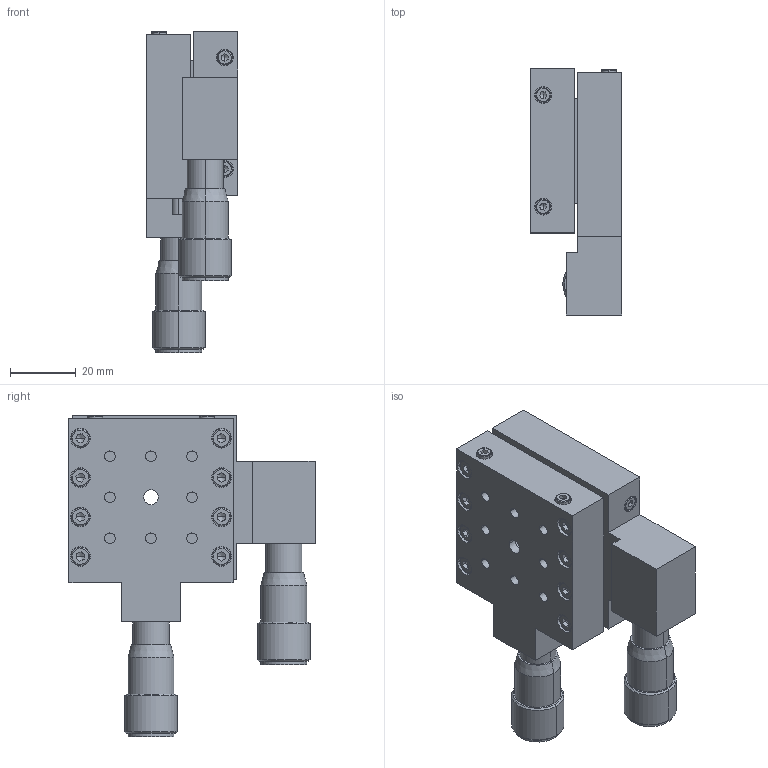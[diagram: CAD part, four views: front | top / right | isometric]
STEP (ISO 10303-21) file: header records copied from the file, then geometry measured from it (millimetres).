
FILE_DESCRIPTION (( 'STEP AP203' ), '1' );
FILE_NAME ('7T273-10T.STEP', '2018-01-15T14:55:23', ( 'Almantas' ), ( '' ), 'SwSTEP 2.0', 'SolidWorks 2012', '' );
FILE_SCHEMA (( 'CONFIG_CONTROL_DESIGN' ));
Length unit declared in the file: millimetre
Products named in the file (1): 7T273-10T
Bounding box: 28 x 75 x 98 mm (x, y, z)
Volume: 82253.4 mm3; surface area: 31368.9 mm2
Topology: 1 solids, 28 shells, 727 faces, 1747 edges, 1128 vertices
Faces by surface type: plane 328, cylinder 283, cone 68, torus 48
Entity records: 22880 total; most frequent: CARTESIAN_POINT 5837, DIRECTION 3573, ORIENTED_EDGE 3398, EDGE_CURVE 1699, AXIS2_PLACEMENT_3D 1398, VERTEX_POINT 1128, EDGE_LOOP 891, LINE 777
